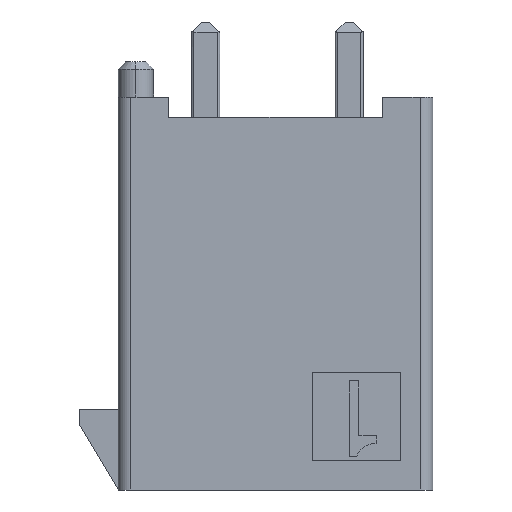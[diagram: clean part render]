
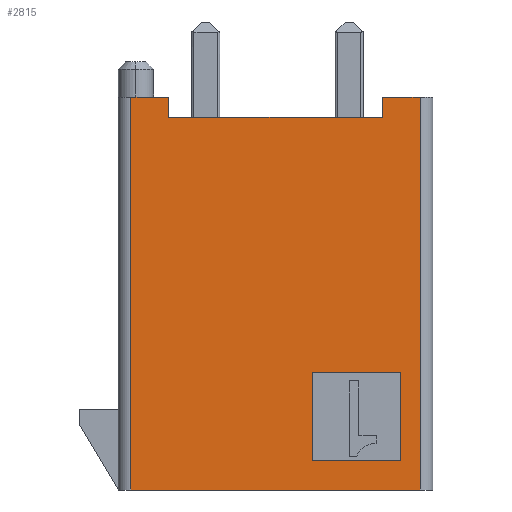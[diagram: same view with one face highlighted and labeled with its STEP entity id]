
A CAD part, left-side view. The second image highlights one B-rep face of the part: STEP entity #2815.
In plain terms, the highlighted planar face has unit normal (-1, 0, 0).
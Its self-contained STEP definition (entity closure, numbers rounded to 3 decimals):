
#82=DIRECTION('',(0.,-1.,0.));
#83=VECTOR('',#82,1.5);
#84=CARTESIAN_POINT('',(-25.548,8.2,13.454));
#85=LINE('',#84,#83);
#95=DIRECTION('',(0.,-1.,0.));
#96=VECTOR('',#95,1.5);
#97=CARTESIAN_POINT('',(-25.548,-1.784,13.454));
#98=LINE('',#97,#96);
#197=DIRECTION('',(0.,0.,-1.));
#198=VECTOR('',#197,3.5);
#199=CARTESIAN_POINT('',(-25.548,-2.512,2.514));
#200=LINE('',#199,#198);
#201=DIRECTION('',(0.,-1.,0.));
#202=VECTOR('',#201,3.5);
#203=CARTESIAN_POINT('',(-25.548,0.988,2.514));
#204=LINE('',#203,#202);
#205=DIRECTION('',(0.,0.,1.));
#206=VECTOR('',#205,3.5);
#207=CARTESIAN_POINT('',(-25.548,0.988,
-0.986));
#208=LINE('',#207,#206);
#209=DIRECTION('',(0.,1.,0.));
#210=VECTOR('',#209,3.5);
#211=CARTESIAN_POINT('',(-25.548,-2.512,
-0.986));
#212=LINE('',#211,#210);
#213=DIRECTION('',(0.,-1.,0.));
#214=VECTOR('',#213,8.484);
#215=CARTESIAN_POINT('',(-25.548,6.7,12.654));
#216=LINE('',#215,#214);
#217=DIRECTION('',(0.,0.,1.));
#218=VECTOR('',#217,0.8);
#219=CARTESIAN_POINT('',(-25.548,-1.784,12.654));
#220=LINE('',#219,#218);
#221=DIRECTION('',(0.,-1.,0.));
#222=VECTOR('',#221,11.484);
#223=CARTESIAN_POINT('',(-25.548,8.2,-2.146));
#224=LINE('',#223,#222);
#225=DIRECTION('',(0.,0.,1.));
#226=VECTOR('',#225,15.6);
#227=CARTESIAN_POINT('',(-25.548,8.2,-2.146));
#228=LINE('',#227,#226);
#793=DIRECTION('',(0.,0.,1.));
#794=VECTOR('',#793,0.8);
#795=CARTESIAN_POINT('',(-25.548,6.7,12.654));
#796=LINE('',#795,#794);
#1031=DIRECTION('',(0.,0.,1.));
#1032=VECTOR('',#1031,15.6);
#1033=CARTESIAN_POINT('',(-25.548,-3.284,
-2.146));
#1034=LINE('',#1033,#1032);
#2051=CARTESIAN_POINT('',(-25.548,-2.512,
2.514));
#2053=VERTEX_POINT('',#2051);
#2057=CARTESIAN_POINT('',(-25.548,0.988,
2.514));
#2058=VERTEX_POINT('',#2057);
#2150=CARTESIAN_POINT('',(-25.548,-3.284,
-2.146));
#2152=VERTEX_POINT('',#2150);
#2215=CARTESIAN_POINT('',(-25.548,-2.512,
-0.986));
#2217=VERTEX_POINT('',#2215);
#2372=CARTESIAN_POINT('',(-25.548,8.2,
-2.146));
#2374=VERTEX_POINT('',#2372);
#2460=CARTESIAN_POINT('',(-25.548,0.988,
-0.986));
#2461=VERTEX_POINT('',#2460);
#2482=CARTESIAN_POINT('',(-25.548,8.2,13.454));
#2484=VERTEX_POINT('',#2482);
#2485=CARTESIAN_POINT('',(-25.548,6.7,13.454));
#2486=VERTEX_POINT('',#2485);
#2505=CARTESIAN_POINT('',(-25.548,-1.784,
13.454));
#2506=VERTEX_POINT('',#2505);
#2507=CARTESIAN_POINT('',(-25.548,-3.284,
13.454));
#2508=VERTEX_POINT('',#2507);
#2537=CARTESIAN_POINT('',(-25.548,6.7,12.654));
#2539=VERTEX_POINT('',#2537);
#2555=CARTESIAN_POINT('',(-25.548,-1.784,
12.654));
#2556=VERTEX_POINT('',#2555);
#2785=CARTESIAN_POINT('',(-25.548,-3.281,
-17.37));
#2786=DIRECTION('',(1.,0.,0.));
#2787=DIRECTION('',(0.,1.,0.));
#2788=AXIS2_PLACEMENT_3D('',#2785,#2786,#2787);
#2789=PLANE('',#2788);
#2791=ORIENTED_EDGE('',*,*,#2790,.T.);
#2793=ORIENTED_EDGE('',*,*,#2792,.T.);
#2794=ORIENTED_EDGE('',*,*,#2698,.T.);
#2796=ORIENTED_EDGE('',*,*,#2795,.F.);
#2798=ORIENTED_EDGE('',*,*,#2797,.F.);
#2799=ORIENTED_EDGE('',*,*,#2778,.T.);
#2800=ORIENTED_EDGE('',*,*,#2684,.T.);
#2802=ORIENTED_EDGE('',*,*,#2801,.F.);
#2803=EDGE_LOOP('',(#2791,#2793,#2794,#2796,#2798,#2799,#2800,#2802));
#2804=FACE_OUTER_BOUND('',#2803,.F.);
#2806=ORIENTED_EDGE('',*,*,#2805,.F.);
#2808=ORIENTED_EDGE('',*,*,#2807,.F.);
#2810=ORIENTED_EDGE('',*,*,#2809,.F.);
#2812=ORIENTED_EDGE('',*,*,#2811,.F.);
#2813=EDGE_LOOP('',(#2806,#2808,#2810,#2812));
#2814=FACE_BOUND('',#2813,.F.);
#2815=ADVANCED_FACE('',(#2804,#2814),#2789,.F.);
#2684=EDGE_CURVE('',#2484,#2486,#85,.T.);
#2698=EDGE_CURVE('',#2506,#2508,#98,.T.);
#2778=EDGE_CURVE('',#2374,#2484,#228,.T.);
#2790=EDGE_CURVE('',#2539,#2556,#216,.T.);
#2792=EDGE_CURVE('',#2556,#2506,#220,.T.);
#2795=EDGE_CURVE('',#2152,#2508,#1034,.T.);
#2797=EDGE_CURVE('',#2374,#2152,#224,.T.);
#2801=EDGE_CURVE('',#2539,#2486,#796,.T.);
#2805=EDGE_CURVE('',#2053,#2217,#200,.T.);
#2807=EDGE_CURVE('',#2058,#2053,#204,.T.);
#2809=EDGE_CURVE('',#2461,#2058,#208,.T.);
#2811=EDGE_CURVE('',#2217,#2461,#212,.T.);
